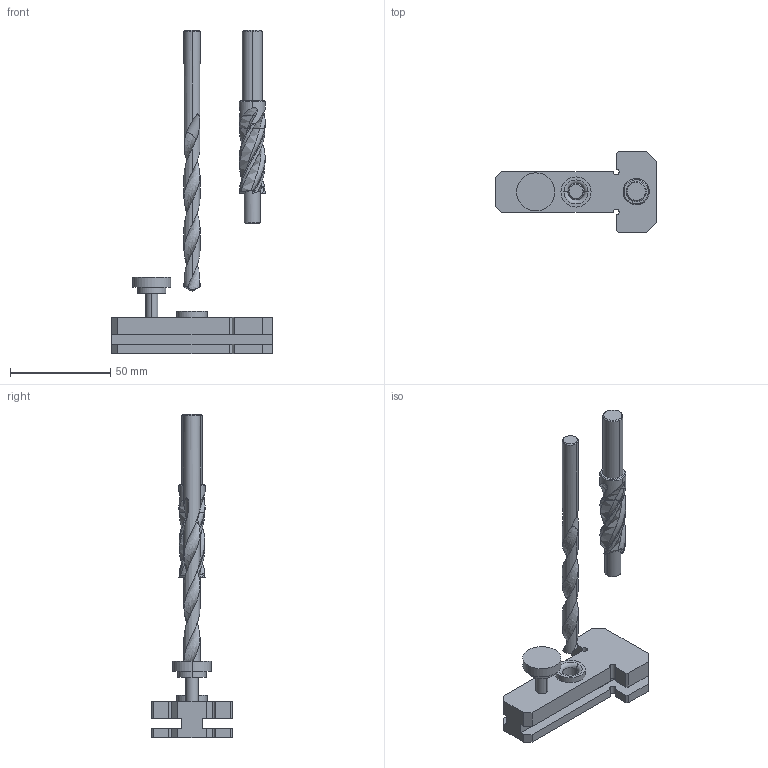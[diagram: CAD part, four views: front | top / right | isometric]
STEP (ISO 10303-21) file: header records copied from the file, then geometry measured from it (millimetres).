
FILE_DESCRIPTION(('Creo Elements/Direct Modeling STEP Export'),'2;1');
FILE_NAME('44.0360_Bohrlehrensatz-MMS-44_Verbinder-MMS-44.stp','2022-03-21T 9:02:42',(''),(''),'PTC Creo Elements/Direct Modeling STEP processor for AP214 (Solid Model)','PTC Creo Elements/Direct Modeling 19.0C 15-Aug-2015 (C) Parametric Technology GmbH','');
FILE_SCHEMA(('AUTOMOTIVE_DESIGN { 1 0 10303 214 1 1 1 1 }'));
Length unit declared in the file: millimetre
Products named in the file (7): Flachsenker_Ø13.0x8.0x80-ähnlich-DIN373_96.7027_PX175544; Alubohrer-_8mm_96.7026_PX175542; Bundbohrbuchse-DIN172_A0800x12-812-10_14165_PX175543; Zylinderschraube-DIN912_M6x30-8.8-verz_10404_PX175548; Rändelschraubenkopf_M6-schwarz_12179_PX175546; Lehrenkörper_Bohrlehre-MMS-44_282933_PX175545; Bohrlehrensatz-MMS-44_Verbinder-MMS-44_44.0360_PX175549
Assembly tree (6 placements, depth 2):
  Bohrlehrensatz-MMS-44_Verbinder-MMS-44_44.0360_PX175549
    Lehrenkörper_Bohrlehre-MMS-44_282933_PX175545
    Rändelschraubenkopf_M6-schwarz_12179_PX175546
    Zylinderschraube-DIN912_M6x30-8.8-verz_10404_PX175548
    Bundbohrbuchse-DIN172_A0800x12-812-10_14165_PX175543
    Alubohrer-_8mm_96.7026_PX175542
    Flachsenker_Ø13.0x8.0x80-ähnlich-DIN373_96.7027_PX175544
Bounding box: 80 x 40 x 161 mm (x, y, z)
Volume: 43629.2 mm3; surface area: 20835.6 mm2
Topology: 6 solids, 6 shells, 194 faces, 491 edges, 314 vertices
Faces by surface type: plane 70, cylinder 52, bspline 44, cone 22, torus 6
Entity records: 11443 total; most frequent: CARTESIAN_POINT 7170, ORIENTED_EDGE 978, DIRECTION 626, EDGE_CURVE 489, VERTEX_POINT 314, AXIS2_PLACEMENT_3D 212, EDGE_LOOP 207, VECTOR 202
